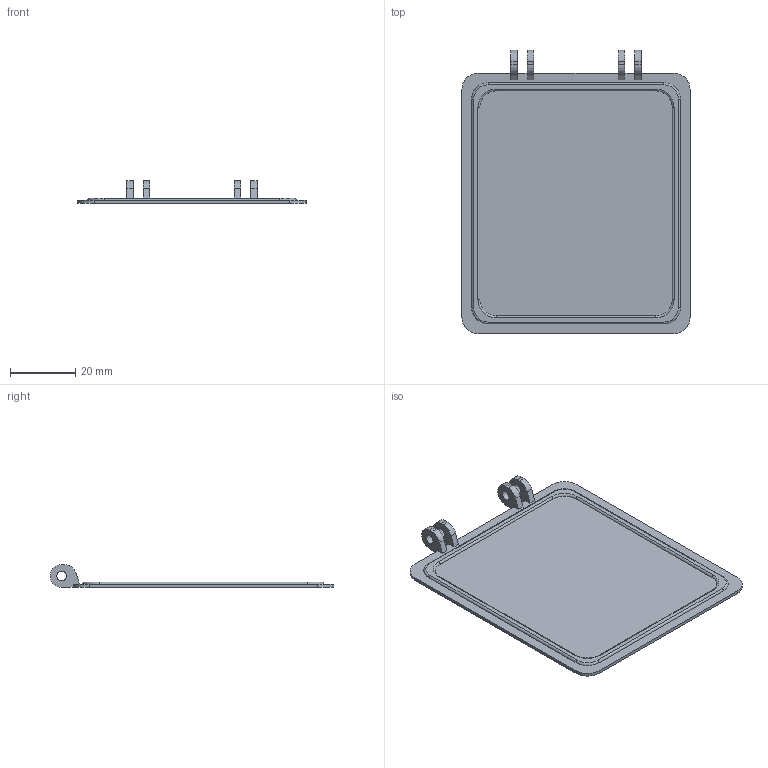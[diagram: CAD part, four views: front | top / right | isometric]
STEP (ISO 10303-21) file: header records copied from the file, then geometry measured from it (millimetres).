
FILE_DESCRIPTION(('STEP AP242'), '1');
FILE_NAME('腻蜞朦 署赅 v2', '', ('UNSPECIFIED'), ('UNSPECIFIED'), 'C3D Converter', 'C3D Toolkit', '');
FILE_SCHEMA(('AP242_MANAGED_MODEL_BASED_3D_ENGINEERING_MIM_LF { 1 0 10303 442 1 1 4 }'));
Length unit declared in the file: millimetre
Bounding box: 70 x 87 x 7 mm (x, y, z)
Volume: 4759.5 mm3; surface area: 12508.5 mm2
Topology: 1 solids, 1 shells, 110 faces, 300 edges, 200 vertices
Faces by surface type: cylinder 46, plane 34, torus 30
Full cylindrical faces by diameter (mm): 3 x4
Entity records: 4472 total; most frequent: DIRECTION 670, CARTESIAN_POINT 607, ORIENTED_EDGE 592, EDGE_CURVE 296, AXIS2_PLACEMENT_3D 263, VERTEX_POINT 200, CIRCLE 152, LINE 144
